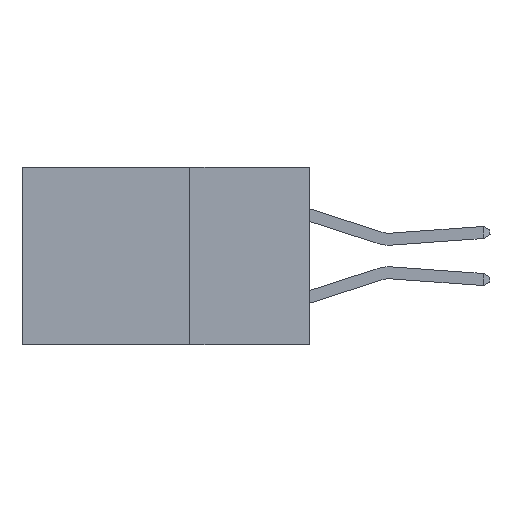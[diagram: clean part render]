
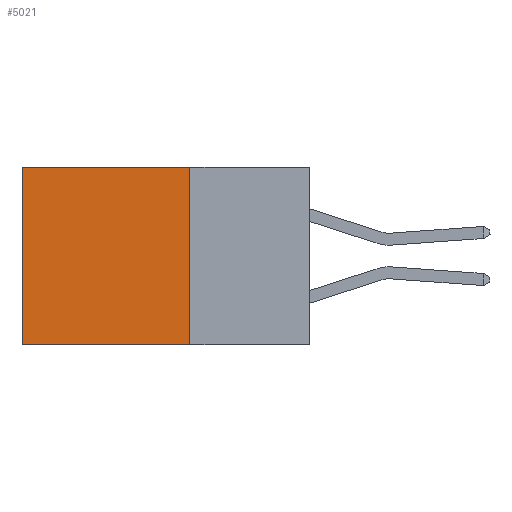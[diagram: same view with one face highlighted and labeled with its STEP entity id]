
A CAD part, left-side view. The second image highlights one B-rep face of the part: STEP entity #5021.
In plain terms, the highlighted planar face has unit normal (-1, 0, 0).
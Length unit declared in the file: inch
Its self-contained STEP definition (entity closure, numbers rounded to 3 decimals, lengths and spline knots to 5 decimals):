
#207 = VERTEX_POINT ( 'NONE', #14455 ) ;
#267 = EDGE_LOOP ( 'NONE', ( #13395, #14746, #3452, #6446 ) ) ;
#525 = VECTOR ( 'NONE', #9626, 39.37008 ) ;
#1039 = FACE_OUTER_BOUND ( 'NONE', #267, .T. ) ;
#1388 = CARTESIAN_POINT ( 'NONE',  ( 0.2615, 0.6, 0. ) ) ;
#1550 = VERTEX_POINT ( 'NONE', #1388 ) ;
#3415 = CARTESIAN_POINT ( 'NONE',  ( 0.2615, 0.25, -0.37 ) ) ;
#3452 = ORIENTED_EDGE ( 'NONE', *, *, #9195, .F. ) ;
#3664 = VECTOR ( 'NONE', #11585, 39.37008 ) ;
#3767 = CARTESIAN_POINT ( 'NONE',  ( 0.2615, 0.6, -0.37 ) ) ;
#4237 = EDGE_CURVE ( 'NONE', #1550, #4426, #15731, .T. ) ;
#4426 = VERTEX_POINT ( 'NONE', #3767 ) ;
#4631 = DIRECTION ( 'NONE',  ( 0., 0., -1. ) ) ;
#4908 = CARTESIAN_POINT ( 'NONE',  ( 0.2615, 0.6, -0.37 ) ) ;
#5021 = ADVANCED_FACE ( 'NONE', ( #1039 ), #15692, .F. ) ;
#5752 = EDGE_CURVE ( 'NONE', #207, #1550, #12692, .T. ) ;
#5922 = DIRECTION ( 'NONE',  ( 1., 0., 0. ) ) ;
#6446 = ORIENTED_EDGE ( 'NONE', *, *, #5752, .T. ) ;
#9054 = CARTESIAN_POINT ( 'NONE',  ( 0.2615, 0.25, -0.37 ) ) ;
#9195 = EDGE_CURVE ( 'NONE', #207, #10600, #11693, .T. ) ;
#9626 = DIRECTION ( 'NONE',  ( 0., 0., -1. ) ) ;
#9712 = VECTOR ( 'NONE', #15379, 39.37008 ) ;
#10600 = VERTEX_POINT ( 'NONE', #3415 ) ;
#11008 = CARTESIAN_POINT ( 'NONE',  ( 0.2615, 0.25, -0.37 ) ) ;
#11016 = AXIS2_PLACEMENT_3D ( 'NONE', #13041, #5922, #4631 ) ;
#11585 = DIRECTION ( 'NONE',  ( 0., 1., 0. ) ) ;
#11693 = LINE ( 'NONE', #9054, #9712 ) ;
#11731 = EDGE_CURVE ( 'NONE', #10600, #4426, #13241, .T. ) ;
#12540 = CARTESIAN_POINT ( 'NONE',  ( 0.2615, 0.25, 0. ) ) ;
#12692 = LINE ( 'NONE', #12540, #3664 ) ;
#13041 = CARTESIAN_POINT ( 'NONE',  ( 0.2615, 0.25, -0.37 ) ) ;
#13241 = LINE ( 'NONE', #11008, #13477 ) ;
#13327 = DIRECTION ( 'NONE',  ( 0., 1., 0. ) ) ;
#13395 = ORIENTED_EDGE ( 'NONE', *, *, #4237, .T. ) ;
#13477 = VECTOR ( 'NONE', #13327, 39.37008 ) ;
#14455 = CARTESIAN_POINT ( 'NONE',  ( 0.2615, 0.25, 0. ) ) ;
#14746 = ORIENTED_EDGE ( 'NONE', *, *, #11731, .F. ) ;
#15379 = DIRECTION ( 'NONE',  ( 0., 0., -1. ) ) ;
#15692 = PLANE ( 'NONE',  #11016 ) ;
#15731 = LINE ( 'NONE', #4908, #525 ) ;
